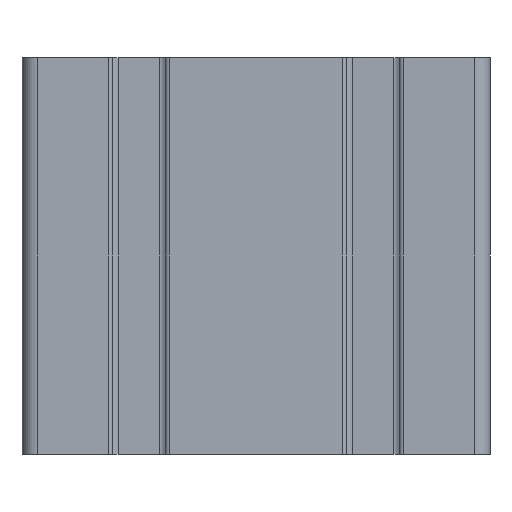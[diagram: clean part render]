
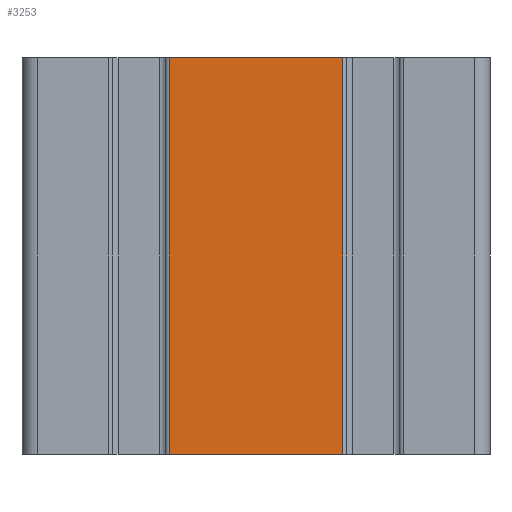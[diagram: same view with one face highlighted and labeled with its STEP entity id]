
A CAD part, front view. The second image highlights one B-rep face of the part: STEP entity #3253.
In plain terms, the highlighted planar face has unit normal (0, -1, 0).
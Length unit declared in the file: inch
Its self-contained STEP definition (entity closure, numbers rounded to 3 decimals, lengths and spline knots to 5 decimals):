
#73=PLANE('',#3561);
#211=FACE_OUTER_BOUND('',#377,.T.);
#377=EDGE_LOOP('',(#2505,#2506,#2507,#2508));
#649=LINE('',#5328,#965);
#650=LINE('',#5331,#966);
#651=LINE('',#5333,#967);
#652=LINE('',#5334,#968);
#965=VECTOR('',#4337,0.3937);
#966=VECTOR('',#4340,0.3937);
#967=VECTOR('',#4341,0.3937);
#968=VECTOR('',#4342,0.3937);
#1469=VERTEX_POINT('',#5324);
#1470=VERTEX_POINT('',#5326);
#1471=VERTEX_POINT('',#5330);
#1472=VERTEX_POINT('',#5332);
#1905=EDGE_CURVE('',#1469,#1470,#649,.T.);
#1906=EDGE_CURVE('',#1471,#1469,#650,.T.);
#1907=EDGE_CURVE('',#1472,#1470,#651,.T.);
#1908=EDGE_CURVE('',#1471,#1472,#652,.T.);
#2505=ORIENTED_EDGE('',*,*,#1906,.T.);
#2506=ORIENTED_EDGE('',*,*,#1905,.T.);
#2507=ORIENTED_EDGE('',*,*,#1907,.F.);
#2508=ORIENTED_EDGE('',*,*,#1908,.F.);
#3253=ADVANCED_FACE('',(#211),#73,.T.);
#3561=AXIS2_PLACEMENT_3D('',#5329,#4338,#4339);
#4337=DIRECTION('',(0.,0.,1.));
#4338=DIRECTION('center_axis',(0.,-1.,0.));
#4339=DIRECTION('ref_axis',(1.,0.,0.));
#4340=DIRECTION('',(1.,0.,0.));
#4341=DIRECTION('',(1.,0.,0.));
#4342=DIRECTION('',(0.,0.,1.));
#5324=CARTESIAN_POINT('',(0.51378,-0.88583,0.));
#5326=CARTESIAN_POINT('',(0.51378,-0.88583,1.));
#5328=CARTESIAN_POINT('',(0.51378,-0.88583,0.));
#5329=CARTESIAN_POINT('Origin',(0.07677,-0.88583,0.));
#5330=CARTESIAN_POINT('',(0.07677,-0.88583,0.));
#5331=CARTESIAN_POINT('',(0.07677,-0.88583,0.));
#5332=CARTESIAN_POINT('',(0.07677,-0.88583,1.));
#5333=CARTESIAN_POINT('',(0.07677,-0.88583,1.));
#5334=CARTESIAN_POINT('',(0.07677,-0.88583,0.));
